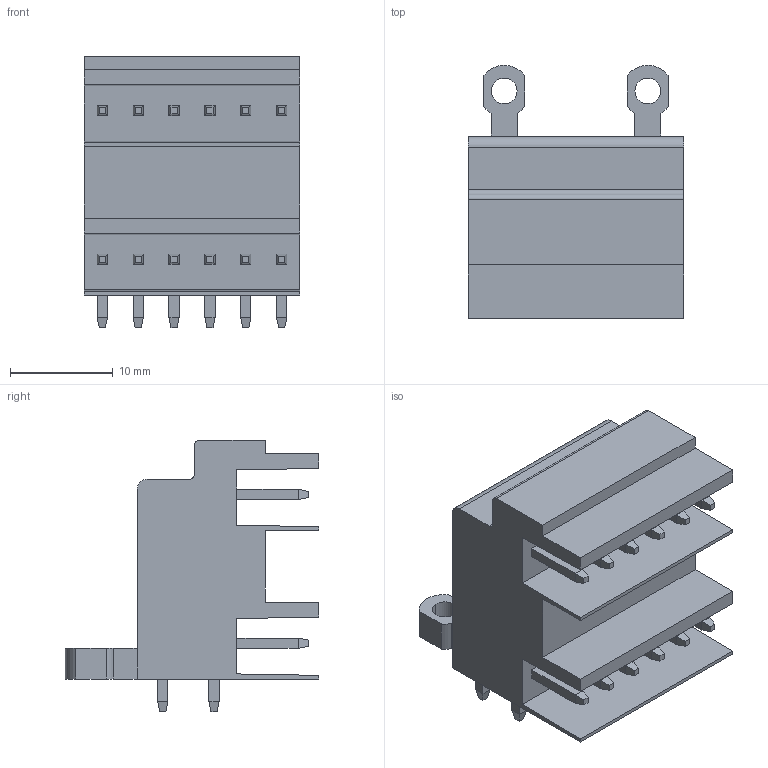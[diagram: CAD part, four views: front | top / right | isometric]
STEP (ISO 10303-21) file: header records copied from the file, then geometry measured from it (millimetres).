
FILE_DESCRIPTION(('CATIA V5 STEP Exchange','CAx-IF Rec.Pracs.--- Model Styling and Organization---1.2---2011-12-15'),'2;1');
FILE_NAME ('D1453930_0_1633390000_1633390000.stp','2018-11-03T07:53:14+00:00',('none'),('Weidmueller'),'CATIA Version 5-6 Release 2014','CATIA V5 STEP AP214','none');
FILE_SCHEMA(('AUTOMOTIVE_DESIGN { 1 0 10303 214 1 1 1 1 }'));
Length unit declared in the file: millimetre
Products named in the file (1): 1633390000
Bounding box: 21 x 24.7 x 26.5 mm (x, y, z)
Volume: 5663.3 mm3; surface area: 5248.6 mm2
Topology: 13 solids, 13 shells, 311 faces, 759 edges, 474 vertices
Faces by surface type: plane 296, cylinder 15
Entity records: 7989 total; most frequent: ORIENTED_EDGE 1518, CARTESIAN_POINT 1468, DIRECTION 939, EDGE_CURVE 759, VECTOR 633, LINE 633, VERTEX_POINT 474, EDGE_LOOP 339
